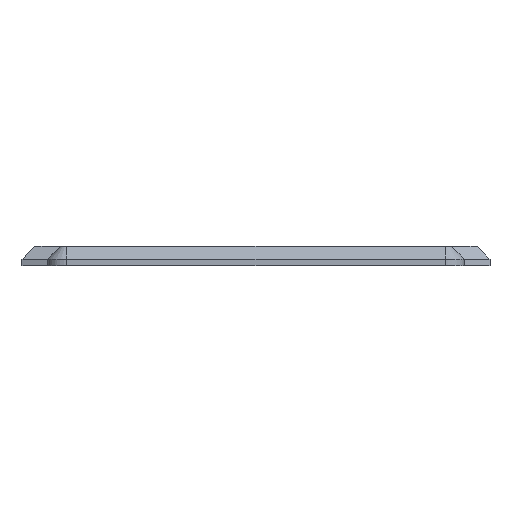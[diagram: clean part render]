
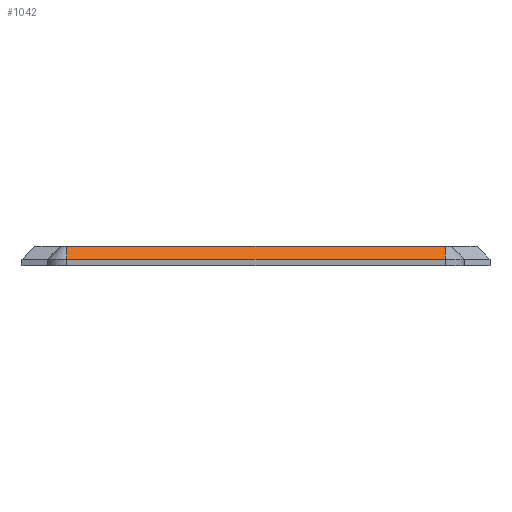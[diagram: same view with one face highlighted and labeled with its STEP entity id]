
A CAD part, front view. The second image highlights one B-rep face of the part: STEP entity #1042.
In plain terms, the highlighted planar face has unit normal (0, -0.707, 0.707).
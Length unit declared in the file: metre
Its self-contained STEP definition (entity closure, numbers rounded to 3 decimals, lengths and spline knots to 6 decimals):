
#304=ORIENTED_EDGE('',*,*,#473,.T.);
#305=ORIENTED_EDGE('',*,*,#373,.F.);
#306=ORIENTED_EDGE('',*,*,#475,.F.);
#307=ORIENTED_EDGE('',*,*,#415,.F.);
#373=EDGE_CURVE('',#512,#510,#608,.T.);
#415=EDGE_CURVE('',#542,#543,#641,.T.);
#473=EDGE_CURVE('',#542,#510,#687,.T.);
#475=EDGE_CURVE('',#543,#512,#689,.T.);
#510=VERTEX_POINT('',#1491);
#512=VERTEX_POINT('',#1497);
#542=VERTEX_POINT('',#1579);
#543=VERTEX_POINT('',#1581);
#608=LINE('',#1499,#729);
#641=LINE('',#1580,#762);
#687=LINE('',#1698,#808);
#689=LINE('',#1702,#810);
#729=VECTOR('',#1203,1.);
#762=VECTOR('',#1274,1.);
#808=VECTOR('',#1390,1.);
#810=VECTOR('',#1396,1.);
#875=EDGE_LOOP('',(#304,#305,#306,#307));
#944=FACE_BOUND('',#875,.T.);
#988=PLANE('',#1131);
#1042=ADVANCED_FACE('',(#944),#988,.F.);
#1131=AXIS2_PLACEMENT_3D('',#1701,#1394,#1395);
#1203=DIRECTION('',(-1.,0.,0.));
#1274=DIRECTION('',(1.,0.,0.));
#1390=DIRECTION('',(0.,-0.707,-0.707));
#1394=DIRECTION('',(0.,0.707,-0.707));
#1395=DIRECTION('',(-1.,0.,0.));
#1396=DIRECTION('',(0.,-0.707,-0.707));
#1491=CARTESIAN_POINT('',(-0.0295,-0.0425,0.013));
#1497=CARTESIAN_POINT('',(0.0295,-0.0425,0.013));
#1499=CARTESIAN_POINT('',(0.,-0.0425,0.013));
#1579=CARTESIAN_POINT('',(-0.0295,-0.0405,0.015));
#1580=CARTESIAN_POINT('',(-0.002,-0.0405,0.015));
#1581=CARTESIAN_POINT('',(0.0295,-0.0405,0.015));
#1698=CARTESIAN_POINT('',(-0.0295,-0.0405,0.015));
#1701=CARTESIAN_POINT('',(0.,-0.0425,0.013));
#1702=CARTESIAN_POINT('',(0.0295,-0.0405,0.015));
